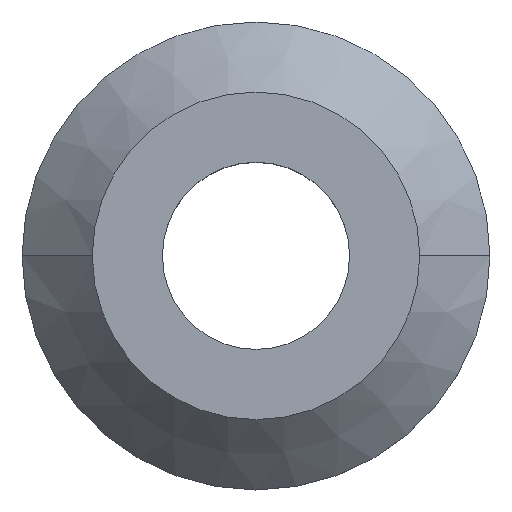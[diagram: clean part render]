
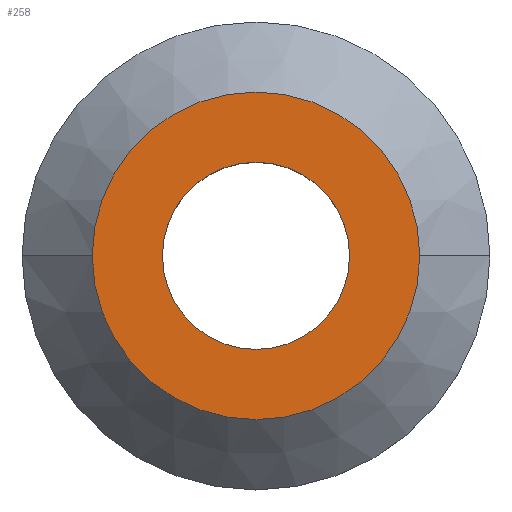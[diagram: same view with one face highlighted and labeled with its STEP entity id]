
A CAD part, top view. The second image highlights one B-rep face of the part: STEP entity #258.
In plain terms, the highlighted planar face has unit normal (0, 0, 1).
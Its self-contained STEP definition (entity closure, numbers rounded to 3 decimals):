
#4 = CARTESIAN_POINT ( 'NONE',  ( 0., 0., 5. ) ) ;
#19 = ORIENTED_EDGE ( 'NONE', *, *, #115, .T. ) ;
#20 = ORIENTED_EDGE ( 'NONE', *, *, #168, .F. ) ;
#27 = DIRECTION ( 'NONE',  ( 0., 0., 1. ) ) ;
#39 = ORIENTED_EDGE ( 'NONE', *, *, #271, .F. ) ;
#45 = VERTEX_POINT ( 'NONE', #84 ) ;
#48 = DIRECTION ( 'NONE',  ( 0., 0., 1. ) ) ;
#52 = DIRECTION ( 'NONE',  ( 1., 0., 0. ) ) ;
#65 = AXIS2_PLACEMENT_3D ( 'NONE', #195, #73, #52 ) ;
#68 = CARTESIAN_POINT ( 'NONE',  ( 4., 0., 5. ) ) ;
#69 = CARTESIAN_POINT ( 'NONE',  ( 0., 0., 5. ) ) ;
#70 = CIRCLE ( 'NONE', #119, 7. ) ;
#71 = CIRCLE ( 'NONE', #109, 4. ) ;
#73 = DIRECTION ( 'NONE',  ( 0., 0., 1. ) ) ;
#75 = DIRECTION ( 'NONE',  ( 1., 0., 0. ) ) ;
#84 = CARTESIAN_POINT ( 'NONE',  ( 7., 0., 5. ) ) ;
#90 = VERTEX_POINT ( 'NONE', #297 ) ;
#102 = VERTEX_POINT ( 'NONE', #295 ) ;
#104 = VERTEX_POINT ( 'NONE', #68 ) ;
#109 = AXIS2_PLACEMENT_3D ( 'NONE', #69, #48, #166 ) ;
#115 = EDGE_CURVE ( 'NONE', #102, #45, #70, .T. ) ;
#119 = AXIS2_PLACEMENT_3D ( 'NONE', #262, #140, #75 ) ;
#122 = DIRECTION ( 'NONE',  ( 1., 0., 0. ) ) ;
#124 = CIRCLE ( 'NONE', #65, 4. ) ;
#130 = ORIENTED_EDGE ( 'NONE', *, *, #160, .T. ) ;
#140 = DIRECTION ( 'NONE',  ( 0., 0., 1. ) ) ;
#146 = FACE_BOUND ( 'NONE', #223, .T. ) ;
#147 = FACE_OUTER_BOUND ( 'NONE', #250, .T. ) ;
#160 = EDGE_CURVE ( 'NONE', #45, #102, #253, .T. ) ;
#166 = DIRECTION ( 'NONE',  ( 1., 0., 0. ) ) ;
#168 = EDGE_CURVE ( 'NONE', #104, #90, #124, .T. ) ;
#192 = DIRECTION ( 'NONE',  ( 0., 0., 1. ) ) ;
#195 = CARTESIAN_POINT ( 'NONE',  ( 0., 0., 5. ) ) ;
#202 = AXIS2_PLACEMENT_3D ( 'NONE', #239, #27, #122 ) ;
#223 = EDGE_LOOP ( 'NONE', ( #39, #20 ) ) ;
#239 = CARTESIAN_POINT ( 'NONE',  ( 0., 0., 5. ) ) ;
#250 = EDGE_LOOP ( 'NONE', ( #19, #130 ) ) ;
#253 = CIRCLE ( 'NONE', #287, 7. ) ;
#258 = ADVANCED_FACE ( 'NONE', ( #147, #146 ), #278, .T. ) ;
#262 = CARTESIAN_POINT ( 'NONE',  ( 0., 0., 5. ) ) ;
#264 = DIRECTION ( 'NONE',  ( 1., 0., 0. ) ) ;
#271 = EDGE_CURVE ( 'NONE', #90, #104, #71, .T. ) ;
#278 = PLANE ( 'NONE',  #202 ) ;
#287 = AXIS2_PLACEMENT_3D ( 'NONE', #4, #192, #264 ) ;
#295 = CARTESIAN_POINT ( 'NONE',  ( -7., 0., 5. ) ) ;
#297 = CARTESIAN_POINT ( 'NONE',  ( -4., 0., 5. ) ) ;
